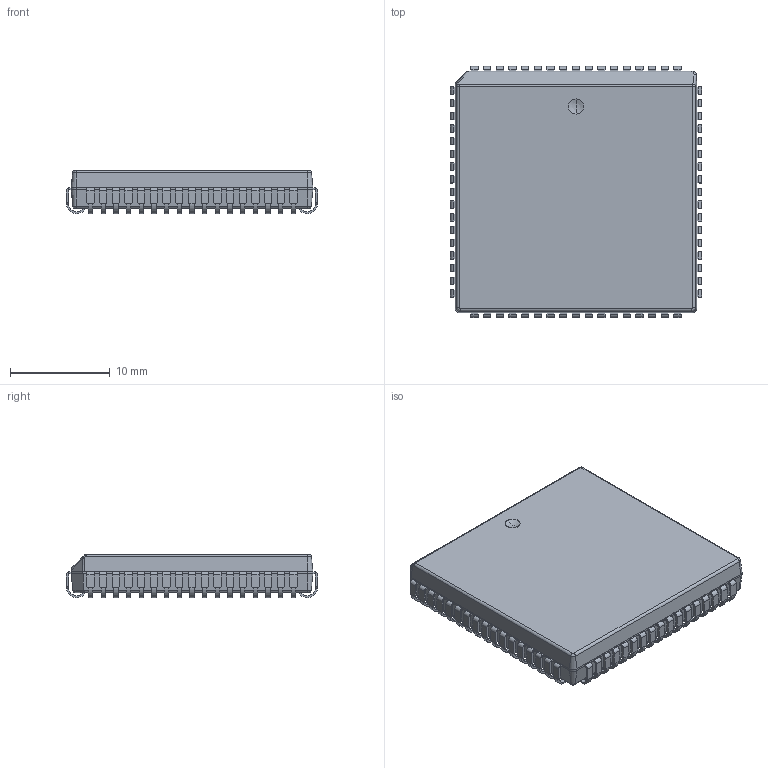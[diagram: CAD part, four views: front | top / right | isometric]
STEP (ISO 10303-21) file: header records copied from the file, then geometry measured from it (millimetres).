
FILE_DESCRIPTION((''),'2;1');
FILE_NAME('FN0068A_ASM','2017-03-29T',('a0412025'),(''),'CREO PARAMETRIC BY PTC INC, 2016050','CREO PARAMETRIC BY PTC INC, 2016050','');
FILE_SCHEMA(('AUTOMOTIVE_DESIGN { 1 0 10303 214 1 1 1 1 }'));
Length unit declared in the file: inch
Products named in the file (5): BODY-TOP-PLCC; BODY-MIDDLE-PLCC; BODY-BOTTOM-PLCC; LEAD-PLCC; FN0068A_ASM
Assembly tree (71 placements, depth 2):
  FN0068A_ASM
    BODY-TOP-PLCC
    BODY-MIDDLE-PLCC
    BODY-BOTTOM-PLCC
    LEAD-PLCC  x68
Bounding box: 25.15 x 25.15 x 4.34 mm (x, y, z)
Volume: 2094.7 mm3; surface area: 4312 mm2
Topology: 71 solids, 71 shells, 1169 faces, 3038 edges, 2015 vertices
Faces by surface type: plane 848, cylinder 303, cone 6, bspline 6, sphere 6
Entity records: 4854 total; most frequent: CARTESIAN_POINT 767, DIRECTION 628, ORIENTED_EDGE 444, AXIS2_PLACEMENT_3D 249, PRESENTATION_STYLE_ASSIGNMENT 226, STYLED_ITEM 226, CURVE_STYLE 222, EDGE_CURVE 222
